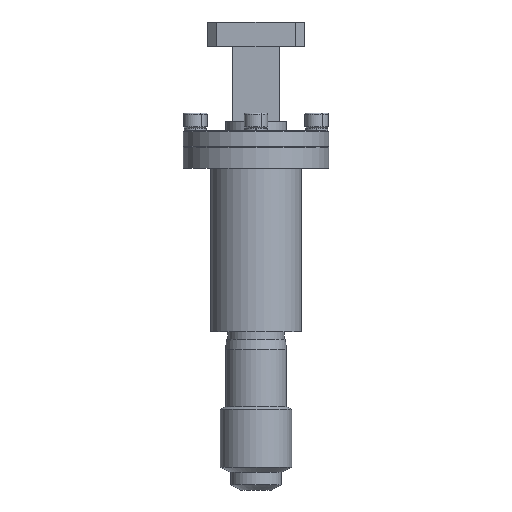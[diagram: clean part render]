
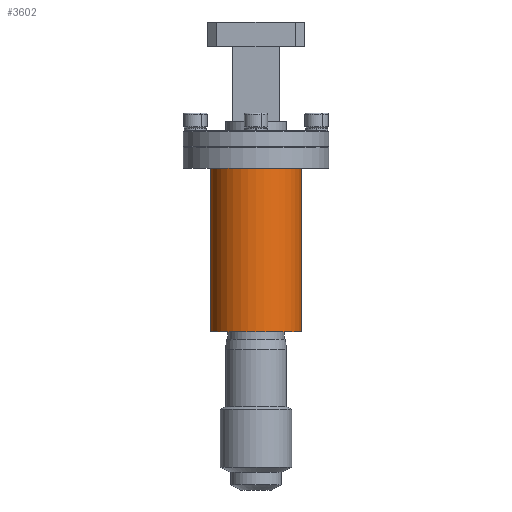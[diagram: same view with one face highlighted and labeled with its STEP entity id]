
A CAD part, front view. The second image highlights one B-rep face of the part: STEP entity #3602.
In plain terms, the highlighted cylindrical face has radius 8.89 mm (diameter 17.78 mm), a partial arc.
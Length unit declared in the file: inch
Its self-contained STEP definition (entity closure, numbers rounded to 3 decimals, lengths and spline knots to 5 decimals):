
#322 = CARTESIAN_POINT ( 'NONE',  ( -2.91461, 0.5702, -0.69292 ) ) ;
#540 = CIRCLE ( 'NONE', #6011, 0.35 ) ;
#942 = AXIS2_PLACEMENT_3D ( 'NONE', #2260, #8241, #1517 ) ;
#943 = DIRECTION ( 'NONE',  ( -1., 0., 0. ) ) ;
#1058 = CARTESIAN_POINT ( 'NONE',  ( -2.56461, 0.5702, 1.85203 ) ) ;
#1292 = ORIENTED_EDGE ( 'NONE', *, *, #3233, .T. ) ;
#1490 = EDGE_LOOP ( 'NONE', ( #5927, #4409, #1292, #2737 ) ) ;
#1517 = DIRECTION ( 'NONE',  ( -1., 0., 0. ) ) ;
#1743 = CYLINDRICAL_SURFACE ( 'NONE', #6146, 0.35 ) ;
#1787 = DIRECTION ( 'NONE',  ( 0., 0., -1. ) ) ;
#2260 = CARTESIAN_POINT ( 'NONE',  ( -2.56461, 0.5702, 0.57208 ) ) ;
#2335 = EDGE_CURVE ( 'NONE', #3500, #5625, #540, .T. ) ;
#2353 = DIRECTION ( 'NONE',  ( 0., 0., -1. ) ) ;
#2444 = DIRECTION ( 'NONE',  ( 0., 0., -1. ) ) ;
#2619 = EDGE_CURVE ( 'NONE', #5760, #3500, #7540, .T. ) ;
#2737 = ORIENTED_EDGE ( 'NONE', *, *, #2335, .F. ) ;
#3020 = VECTOR ( 'NONE', #2353, 39.37008 ) ;
#3040 = LINE ( 'NONE', #6130, #3020 ) ;
#3233 = EDGE_CURVE ( 'NONE', #5550, #5625, #3040, .T. ) ;
#3303 = DIRECTION ( 'NONE',  ( -1., 0., 0. ) ) ;
#3500 = VERTEX_POINT ( 'NONE', #7868 ) ;
#3602 = ADVANCED_FACE ( 'NONE', ( #5400 ), #1743, .T. ) ;
#4409 = ORIENTED_EDGE ( 'NONE', *, *, #6108, .F. ) ;
#4652 = CARTESIAN_POINT ( 'NONE',  ( -2.56461, 0.5702, -0.69292 ) ) ;
#4689 = CIRCLE ( 'NONE', #942, 0.35 ) ;
#5400 = FACE_OUTER_BOUND ( 'NONE', #1490, .T. ) ;
#5550 = VERTEX_POINT ( 'NONE', #6054 ) ;
#5625 = VERTEX_POINT ( 'NONE', #322 ) ;
#5760 = VERTEX_POINT ( 'NONE', #8113 ) ;
#5927 = ORIENTED_EDGE ( 'NONE', *, *, #2619, .F. ) ;
#6011 = AXIS2_PLACEMENT_3D ( 'NONE', #4652, #7648, #943 ) ;
#6054 = CARTESIAN_POINT ( 'NONE',  ( -2.91461, 0.5702, 0.57208 ) ) ;
#6071 = CARTESIAN_POINT ( 'NONE',  ( -2.21461, 0.5702, 1.85203 ) ) ;
#6108 = EDGE_CURVE ( 'NONE', #5550, #5760, #4689, .T. ) ;
#6130 = CARTESIAN_POINT ( 'NONE',  ( -2.91461, 0.5702, 1.85203 ) ) ;
#6146 = AXIS2_PLACEMENT_3D ( 'NONE', #1058, #1787, #3303 ) ;
#7256 = VECTOR ( 'NONE', #2444, 39.37008 ) ;
#7540 = LINE ( 'NONE', #6071, #7256 ) ;
#7648 = DIRECTION ( 'NONE',  ( 0., 0., -1. ) ) ;
#7868 = CARTESIAN_POINT ( 'NONE',  ( -2.21461, 0.5702, -0.69292 ) ) ;
#8113 = CARTESIAN_POINT ( 'NONE',  ( -2.21461, 0.5702, 0.57208 ) ) ;
#8241 = DIRECTION ( 'NONE',  ( 0., 0., 1. ) ) ;
